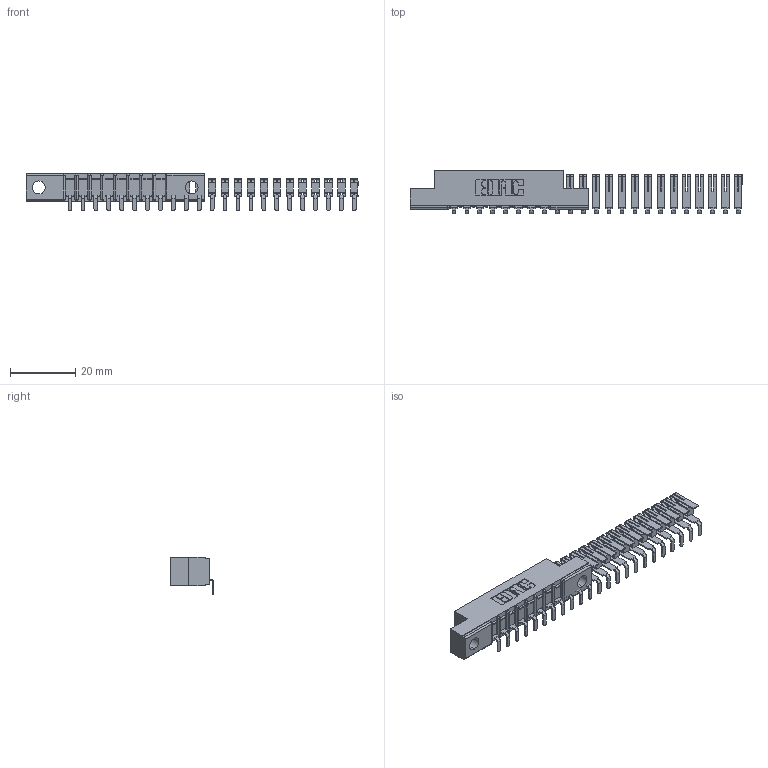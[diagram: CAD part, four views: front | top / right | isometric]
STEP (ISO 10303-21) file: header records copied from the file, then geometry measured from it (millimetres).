
FILE_DESCRIPTION (( 'STEP AP203' ), '1' );
FILE_NAME ('357-023-553-102.STEP', '2018-08-08T23:46:52', ( '' ), ( '' ), 'SwSTEP 2.0', 'SolidWorks 2016', '' );
FILE_SCHEMA (( 'CONFIG_CONTROL_DESIGN' ));
Length unit declared in the file: inch
Products named in the file (3): 307 Part_.128 Dia Mounting Holes; 307-290-002_553; 357-023-553-102
Assembly tree (24 placements, depth 2):
  357-023-553-102
    307 Part_.128 Dia Mounting Holes
    307-290-002_553  x23
Bounding box: 101.79 x 13.32 x 11.51 mm (x, y, z)
Volume: 3950.7 mm3; surface area: 8791.9 mm2
Topology: 24 solids, 24 shells, 1621 faces, 4975 edges, 3290 vertices
Faces by surface type: plane 971, cylinder 632, sphere 18
Entity records: 12386 total; most frequent: CARTESIAN_POINT 2019, ORIENTED_EDGE 1994, DIRECTION 1993, EDGE_CURVE 997, VECTOR 745, LINE 745, VERTEX_POINT 650, AXIS2_PLACEMENT_3D 624
